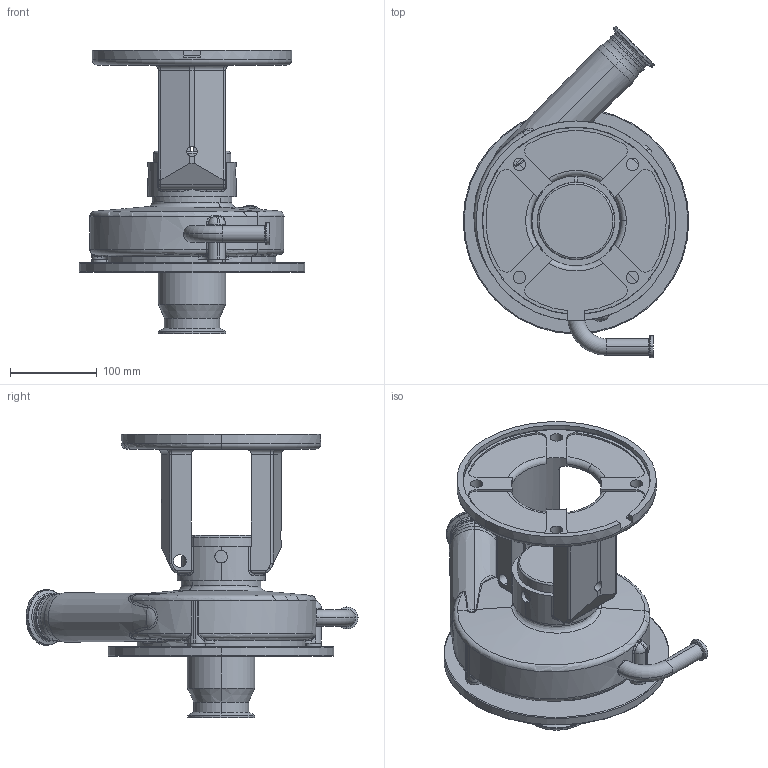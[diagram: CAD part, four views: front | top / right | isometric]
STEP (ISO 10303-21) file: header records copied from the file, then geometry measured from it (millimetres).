
FILE_DESCRIPTION (( 'STEP AP214' ), '1' );
FILE_NAME ('FPR 3531-3532 180-250TC 45L 3-4 IN ELBOW LEFT DRAIN.STEP', '2022-12-21T16:35:36', ( '' ), ( '' ), 'SwSTEP 2.0', 'SolidWorks 2021', '' );
FILE_SCHEMA (( 'AUTOMOTIVE_DESIGN' ));
Length unit declared in the file: millimetre
Products named in the file (1): FPR 3531-3532 180-250TC 45L 3-4 IN ELBOW LEFT DRAIN
Bounding box: 260 x 382.53 x 326.5 mm (x, y, z)
Volume: 3784847.7 mm3; surface area: 468259.2 mm2
Topology: 1 solids, 2 shells, 460 faces, 1170 edges, 704 vertices
Faces by surface type: cylinder 172, torus 96, plane 83, bspline 59, cone 38, sphere 12
Entity records: 20029 total; most frequent: CARTESIAN_POINT 9211, ORIENTED_EDGE 2320, DIRECTION 2294, EDGE_CURVE 1160, AXIS2_PLACEMENT_3D 969, VERTEX_POINT 703, CIRCLE 567, EDGE_LOOP 489
